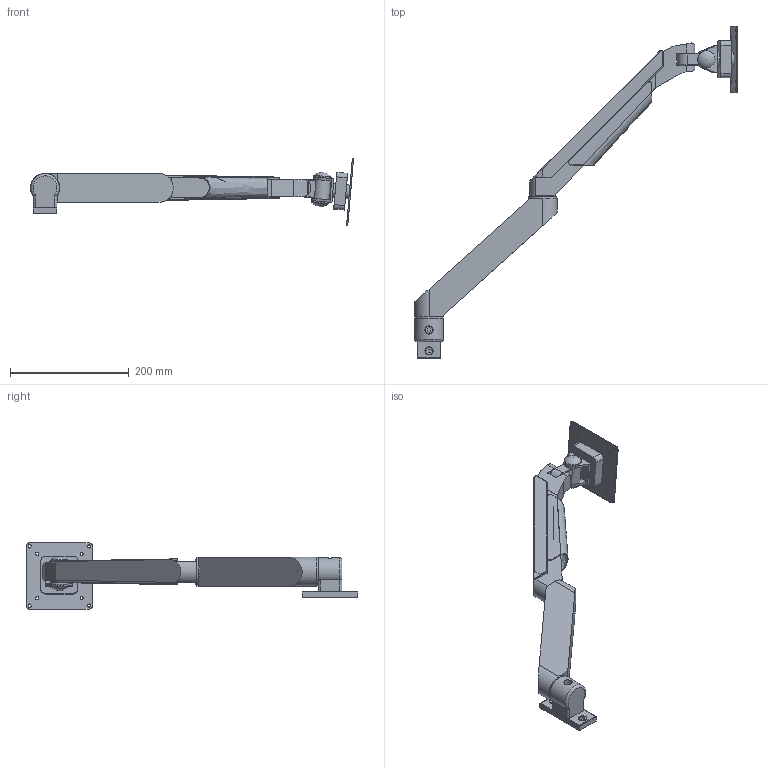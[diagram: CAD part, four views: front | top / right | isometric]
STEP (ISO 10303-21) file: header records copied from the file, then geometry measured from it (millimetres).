
FILE_DESCRIPTION(/* description */ ('Ramię 5-osiowe FATH'),/* implementation_level */ '2;1');
FILE_NAME(/* name */ '143137.stp',/* time_stamp */ '2023-01-31T11:56:16+01:00',/* author */ ('aluteckkpl_am'),/* organization */ (''),/* preprocessor_version */ 'ST-DEVELOPER v18.1',/* originating_system */ 'Autodesk Inventor 2021',/* authorisation */ '');
FILE_SCHEMA (('CONFIG_CONTROL_DESIGN'));
Length unit declared in the file: millimetre
Products named in the file (8): 143137; _6MHM75100D40_1a; _6MHM75100D40_1b; _6MHM75100D40_1c; _6MHM75100D40_1d; _6MHM75100D40_1d_1; _6MHM75100D40_ad; _6MHM75100D40_1e
Assembly tree (7 placements, depth 2):
  143137
    _6MHM75100D40_1a
    _6MHM75100D40_1b
    _6MHM75100D40_1c
    _6MHM75100D40_1d
    _6MHM75100D40_1d_1
    _6MHM75100D40_ad
    _6MHM75100D40_1e
Bounding box: 543.71 x 558.67 x 111.76 mm (x, y, z)
Volume: 1513552.3 mm3; surface area: 236247.6 mm2
Topology: 7 solids, 8 shells, 266 faces, 688 edges, 465 vertices
Faces by surface type: plane 145, cylinder 91, cone 14, torus 11, bspline 3, sphere 2
Full cylindrical faces by diameter (mm): 5.3 x8, 6.647 x1, 8.4 x1, 9 x2, 13.8 x6, 24 x3, 26 x2, 28 x9, 28.93 x1, 43 x1, 48 x2, 49 x1
Entity records: 9422 total; most frequent: CARTESIAN_POINT 2040, DIRECTION 1488, ORIENTED_EDGE 1370, EDGE_CURVE 685, AXIS2_PLACEMENT_3D 556, VERTEX_POINT 465, LINE 376, VECTOR 376
